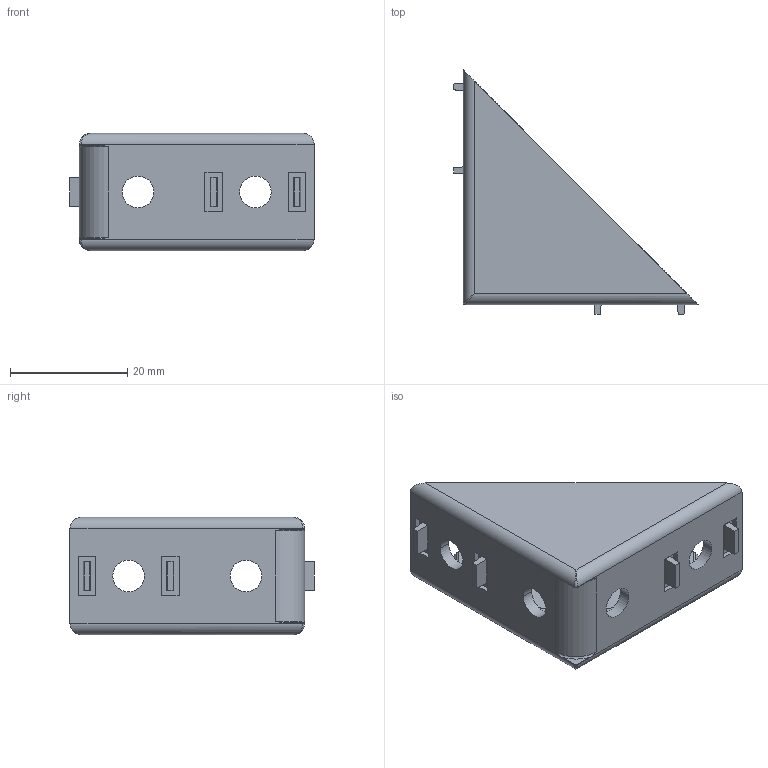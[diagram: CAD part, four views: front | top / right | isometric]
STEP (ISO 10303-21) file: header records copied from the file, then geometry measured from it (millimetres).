
FILE_DESCRIPTION (( 'STEP AP203' ), '1' );
FILE_NAME ('FIXE05E3223.stp', '2023-10-02T14:14:14', ( '' ), ( '' ), 'SwSTEP 2.0', 'SolidWorks 2021', '' );
FILE_SCHEMA (( 'CONFIG_CONTROL_DESIGN' ));
Length unit declared in the file: millimetre
Products named in the file (1): FIXE05E3223
Bounding box: 41.6 x 41.6 x 20 mm (x, y, z)
Volume: 5912.2 mm3; surface area: 6408.6 mm2
Topology: 1 solids, 1 shells, 241 faces, 602 edges, 358 vertices
Faces by surface type: cylinder 92, plane 79, bspline 38, cone 24, torus 8
Entity records: 8917 total; most frequent: CARTESIAN_POINT 3544, ORIENTED_EDGE 1168, DIRECTION 980, EDGE_CURVE 584, VERTEX_POINT 358, AXIS2_PLACEMENT_3D 334, LINE 312, VECTOR 312
